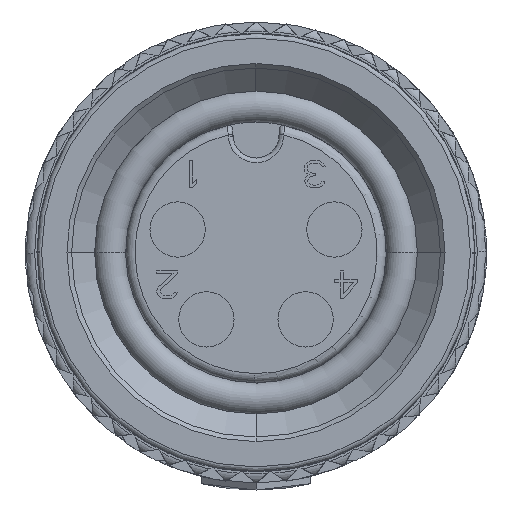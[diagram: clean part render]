
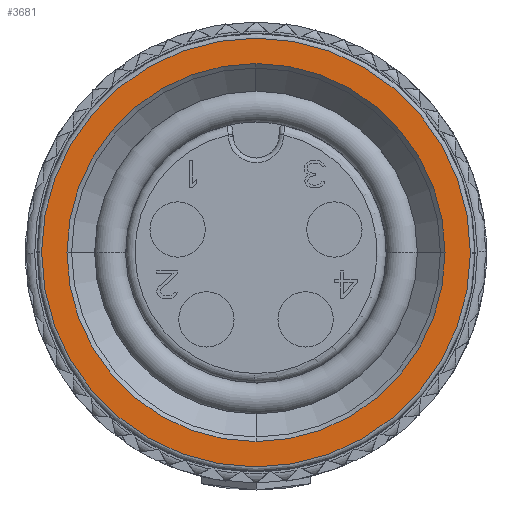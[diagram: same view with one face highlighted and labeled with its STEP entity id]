
A CAD part, front view. The second image highlights one B-rep face of the part: STEP entity #3681.
In plain terms, the highlighted planar face has unit normal (0, -1, 0).
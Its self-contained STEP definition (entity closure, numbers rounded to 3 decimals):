
#3681=ADVANCED_FACE('',(#8533,#8534),#8535,.T.);
#3699=EDGE_CURVE('',#8562,#8559,#8563,.T.);
#3703=EDGE_CURVE('',#8559,#8568,#8569,.T.);
#3711=EDGE_CURVE('',#8581,#8582,#8583,.T.);
#3717=EDGE_CURVE('',#8591,#8592,#8593,.T.);
#5823=EDGE_CURVE('',#8592,#8581,#11357,.T.);
#5825=EDGE_CURVE('',#8582,#8591,#11359,.T.);
#5835=EDGE_CURVE('',#11370,#8562,#11371,.T.);
#5837=EDGE_CURVE('',#8568,#11370,#11373,.T.);
#8533=FACE_OUTER_BOUND('',#48787,.T.);
#8534=FACE_BOUND('',#48788,.T.);
#8535=PLANE('',#48789);
#8559=VERTEX_POINT('',#48817);
#8562=VERTEX_POINT('',#48822);
#8563=CIRCLE('',#48823,4.1);
#8568=VERTEX_POINT('',#48830);
#8569=CIRCLE('',#48831,4.1);
#8581=VERTEX_POINT('',#48847);
#8582=VERTEX_POINT('',#48848);
#8583=CIRCLE('',#48849,4.65);
#8591=VERTEX_POINT('',#48860);
#8592=VERTEX_POINT('',#48861);
#8593=CIRCLE('',#48862,4.65);
#11357=CIRCLE('',#55554,4.65);
#11359=CIRCLE('',#55557,4.65);
#11370=VERTEX_POINT('',#55575);
#11371=CIRCLE('',#55576,4.1);
#11373=CIRCLE('',#55579,4.1);
#48787=EDGE_LOOP('',(#69750,#69751,#69752,#69753));
#48788=EDGE_LOOP('',(#69754,#69755,#69756,#69757));
#48789=AXIS2_PLACEMENT_3D('',#69758,#69759,#69760);
#48817=CARTESIAN_POINT('',(4.1,-8.5,0.0));
#48822=CARTESIAN_POINT('',(0.,-8.5,4.1));
#48823=AXIS2_PLACEMENT_3D('',#69808,#69809,#69810);
#48830=CARTESIAN_POINT('',(0.,-8.5,-4.1));
#48831=AXIS2_PLACEMENT_3D('',#69814,#69815,#69816);
#48847=CARTESIAN_POINT('',(4.65,-8.5,0.0));
#48848=CARTESIAN_POINT('',(-4.65,-8.5,0.024));
#48849=AXIS2_PLACEMENT_3D('',#69826,#69827,#69828);
#48860=CARTESIAN_POINT('',(-4.65,-8.5,0.0));
#48861=CARTESIAN_POINT('',(4.65,-8.5,-0.024));
#48862=AXIS2_PLACEMENT_3D('',#69835,#69836,#69837);
#55554=AXIS2_PLACEMENT_3D('',#71358,#71359,#71360);
#55557=AXIS2_PLACEMENT_3D('',#71361,#71362,#71363);
#55575=CARTESIAN_POINT('',(-4.1,-8.5,0.0));
#55576=AXIS2_PLACEMENT_3D('',#71372,#71373,#71374);
#55579=AXIS2_PLACEMENT_3D('',#71375,#71376,#71377);
#69750=ORIENTED_EDGE('',*,*,#3711,.T.);
#69751=ORIENTED_EDGE('',*,*,#5825,.T.);
#69752=ORIENTED_EDGE('',*,*,#3717,.T.);
#69753=ORIENTED_EDGE('',*,*,#5823,.T.);
#69754=ORIENTED_EDGE('',*,*,#5835,.T.);
#69755=ORIENTED_EDGE('',*,*,#3699,.T.);
#69756=ORIENTED_EDGE('',*,*,#3703,.T.);
#69757=ORIENTED_EDGE('',*,*,#5837,.T.);
#69758=CARTESIAN_POINT('',(0.0,-8.5,0.0));
#69759=DIRECTION('',(0.0,-1.0,0.0));
#69760=DIRECTION('',(0.0,0.0,-1.0));
#69808=CARTESIAN_POINT('',(0.0,-8.5,0.0));
#69809=DIRECTION('',(0.0,1.0,0.0));
#69810=DIRECTION('',(-1.0,0.0,0.0));
#69814=CARTESIAN_POINT('',(0.0,-8.5,0.0));
#69815=DIRECTION('',(-0.0,1.0,0.0));
#69816=DIRECTION('',(1.0,0.0,0.0));
#69826=CARTESIAN_POINT('',(0.0,-8.5,0.0));
#69827=DIRECTION('',(0.0,-1.0,0.0));
#69828=DIRECTION('',(1.0,0.0,0.0));
#69835=CARTESIAN_POINT('',(0.0,-8.5,0.0));
#69836=DIRECTION('',(0.0,-1.0,0.0));
#69837=DIRECTION('',(-1.0,0.0,0.0));
#71358=CARTESIAN_POINT('',(0.0,-8.5,0.0));
#71359=DIRECTION('',(0.0,-1.0,0.0));
#71360=DIRECTION('',(-1.0,0.0,0.0));
#71361=CARTESIAN_POINT('',(0.0,-8.5,0.0));
#71362=DIRECTION('',(0.0,-1.0,0.0));
#71363=DIRECTION('',(1.0,0.0,0.0));
#71372=CARTESIAN_POINT('',(0.0,-8.5,0.0));
#71373=DIRECTION('',(0.0,1.0,0.0));
#71374=DIRECTION('',(-1.0,0.0,0.0));
#71375=CARTESIAN_POINT('',(0.0,-8.5,0.0));
#71376=DIRECTION('',(-0.0,1.0,0.0));
#71377=DIRECTION('',(1.0,0.0,0.0));
